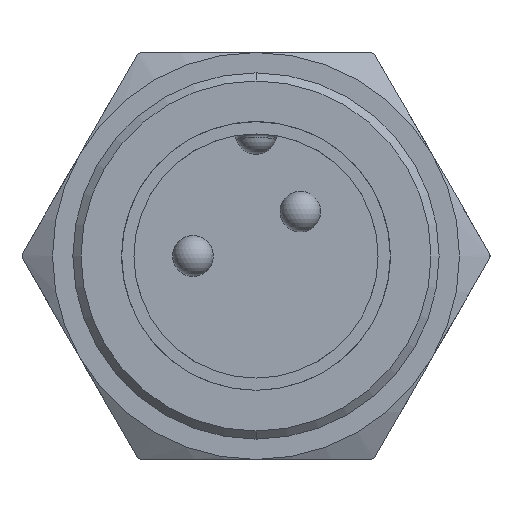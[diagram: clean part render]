
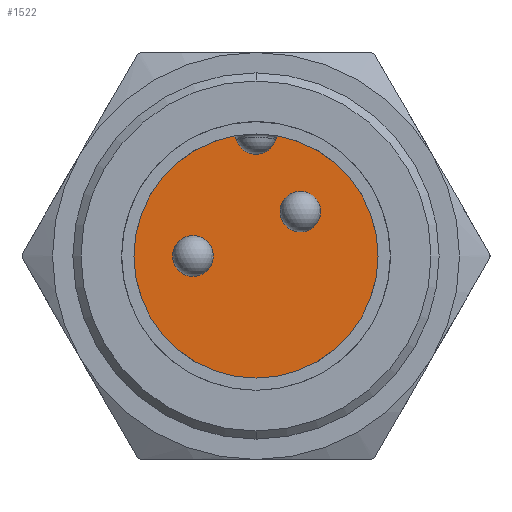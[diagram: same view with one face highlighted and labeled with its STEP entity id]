
A CAD part, front view. The second image highlights one B-rep face of the part: STEP entity #1522.
In plain terms, the highlighted planar face has unit normal (0, -1, 0).
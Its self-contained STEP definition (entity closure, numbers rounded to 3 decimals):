
#575=CARTESIAN_POINT('',(0.,0.,-3.0));
#576=VERTEX_POINT('',#575);
#583=CARTESIAN_POINT('',(-0.599,0.,2.94));
#584=VERTEX_POINT('',#583);
#585=CARTESIAN_POINT('',(0.0,0.,0.));
#586=DIRECTION('',(0.0,1.0,0.0));
#587=DIRECTION('',(0.0,0.0,1.0));
#588=AXIS2_PLACEMENT_3D('',#585,#586,#587);
#589=CIRCLE('',#588,3.0);
#590=EDGE_CURVE('',#576,#584,#589,.T.);
#623=CARTESIAN_POINT('',(-0.526,0.,2.927));
#624=VERTEX_POINT('',#623);
#633=CARTESIAN_POINT('',(-0.482,0.,2.868));
#634=VERTEX_POINT('',#633);
#635=CARTESIAN_POINT('',(-0.579,0.,2.842));
#636=DIRECTION('',(0.0,-1.,0.0));
#637=DIRECTION('',(0.524,0.0,0.852));
#638=AXIS2_PLACEMENT_3D('',#635,#636,#637);
#639=CIRCLE('',#638,0.1);
#640=EDGE_CURVE('',#634,#624,#639,.T.);
#667=CARTESIAN_POINT('',(0.526,0.,2.927));
#668=VERTEX_POINT('',#667);
#684=CARTESIAN_POINT('',(0.482,0.,2.868));
#685=VERTEX_POINT('',#684);
#692=CARTESIAN_POINT('',(0.579,0.,2.842));
#693=DIRECTION('',(0.0,-1.,0.0));
#694=DIRECTION('',(-0.524,0.0,0.852));
#695=AXIS2_PLACEMENT_3D('',#692,#693,#694);
#696=CIRCLE('',#695,0.1);
#697=EDGE_CURVE('',#668,#685,#696,.T.);
#707=CARTESIAN_POINT('',(-1.05,0.,0.));
#708=VERTEX_POINT('',#707);
#717=CARTESIAN_POINT('',(-2.05,0.0,0.));
#718=VERTEX_POINT('',#717);
#719=CARTESIAN_POINT('',(-1.55,0.0,0.0));
#720=DIRECTION('',(0.0,1.0,0.0));
#721=DIRECTION('',(1.0,0.0,0.0));
#722=AXIS2_PLACEMENT_3D('',#719,#720,#721);
#723=CIRCLE('',#722,0.5);
#724=EDGE_CURVE('',#718,#708,#723,.T.);
#749=CARTESIAN_POINT('',(1.59,0.,1.09));
#750=VERTEX_POINT('',#749);
#759=CARTESIAN_POINT('',(0.59,0.0,1.09));
#760=VERTEX_POINT('',#759);
#761=CARTESIAN_POINT('',(1.09,0.0,1.09));
#762=DIRECTION('',(0.0,1.0,0.0));
#763=DIRECTION('',(1.0,0.0,0.0));
#764=AXIS2_PLACEMENT_3D('',#761,#762,#763);
#765=CIRCLE('',#764,0.5);
#766=EDGE_CURVE('',#760,#750,#765,.T.);
#1236=CARTESIAN_POINT('',(1.09,0.0,1.09));
#1237=DIRECTION('',(0.0,1.0,0.0));
#1238=DIRECTION('',(1.0,0.0,0.0));
#1239=AXIS2_PLACEMENT_3D('',#1236,#1237,#1238);
#1240=CIRCLE('',#1239,0.5);
#1241=EDGE_CURVE('',#750,#760,#1240,.T.);
#1270=CARTESIAN_POINT('',(-1.55,0.0,0.0));
#1271=DIRECTION('',(0.0,1.0,0.0));
#1272=DIRECTION('',(1.0,0.0,0.0));
#1273=AXIS2_PLACEMENT_3D('',#1270,#1271,#1272);
#1274=CIRCLE('',#1273,0.5);
#1275=EDGE_CURVE('',#708,#718,#1274,.T.);
#1433=CARTESIAN_POINT('',(0.599,0.,2.94));
#1434=VERTEX_POINT('',#1433);
#1435=CARTESIAN_POINT('',(0.579,0.,2.842));
#1436=DIRECTION('',(0.0,-1.,0.0));
#1437=DIRECTION('',(-0.524,0.0,0.852));
#1438=AXIS2_PLACEMENT_3D('',#1435,#1436,#1437);
#1439=CIRCLE('',#1438,0.1);
#1440=EDGE_CURVE('',#1434,#668,#1439,.T.);
#1460=CARTESIAN_POINT('',(-0.579,0.,2.842));
#1461=DIRECTION('',(0.0,-1.,0.0));
#1462=DIRECTION('',(0.524,0.0,0.852));
#1463=AXIS2_PLACEMENT_3D('',#1460,#1461,#1462);
#1464=CIRCLE('',#1463,0.1);
#1465=EDGE_CURVE('',#624,#584,#1464,.T.);
#1476=CARTESIAN_POINT('',(0.,0.0,3.));
#1477=DIRECTION('',(0.0,1.0,0.0));
#1478=DIRECTION('',(-0.997,0.0,0.083));
#1479=AXIS2_PLACEMENT_3D('',#1476,#1477,#1478);
#1480=CIRCLE('',#1479,0.5);
#1481=EDGE_CURVE('',#685,#634,#1480,.T.);
#1494=CARTESIAN_POINT('',(0.0,0.0,1.5));
#1495=DIRECTION('',(0.0,-1.0,0.0));
#1496=DIRECTION('',(0.0,0.0,-1.0));
#1497=AXIS2_PLACEMENT_3D('',#1494,#1495,#1496);
#1498=PLANE('',#1497);
#1499=ORIENTED_EDGE('',*,*,#640,.T.);
#1500=ORIENTED_EDGE('',*,*,#1465,.T.);
#1501=ORIENTED_EDGE('',*,*,#590,.F.);
#1502=CARTESIAN_POINT('',(0.0,0.,0.));
#1503=DIRECTION('',(0.0,1.0,0.0));
#1504=DIRECTION('',(0.0,0.0,1.0));
#1505=AXIS2_PLACEMENT_3D('',#1502,#1503,#1504);
#1506=CIRCLE('',#1505,3.0);
#1507=EDGE_CURVE('',#1434,#576,#1506,.T.);
#1508=ORIENTED_EDGE('',*,*,#1507,.F.);
#1509=ORIENTED_EDGE('',*,*,#1440,.T.);
#1510=ORIENTED_EDGE('',*,*,#697,.T.);
#1511=ORIENTED_EDGE('',*,*,#1481,.T.);
#1512=EDGE_LOOP('',(#1499,#1500,#1501,#1508,#1509,#1510,#1511));
#1513=FACE_OUTER_BOUND('',#1512,.T.);
#1514=ORIENTED_EDGE('',*,*,#766,.T.);
#1515=ORIENTED_EDGE('',*,*,#1241,.T.);
#1516=EDGE_LOOP('',(#1514,#1515));
#1517=FACE_BOUND('',#1516,.T.);
#1518=ORIENTED_EDGE('',*,*,#724,.T.);
#1519=ORIENTED_EDGE('',*,*,#1275,.T.);
#1520=EDGE_LOOP('',(#1518,#1519));
#1521=FACE_BOUND('',#1520,.T.);
#1522=ADVANCED_FACE('',(#1513,#1517,#1521),#1498,.T.);
